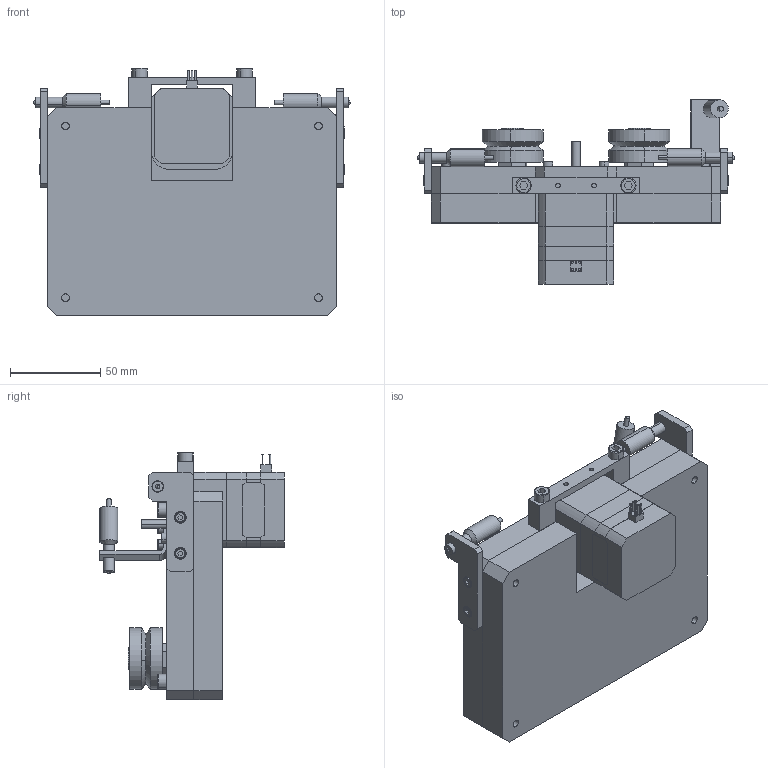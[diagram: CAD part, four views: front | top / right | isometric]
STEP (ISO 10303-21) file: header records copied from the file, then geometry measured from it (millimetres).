
FILE_DESCRIPTION (( 'STEP AP203' ), '1' );
FILE_NAME ('Bati_Correcteur_Axe_Capteurs2_Un_sldprt.STEP', '2018-04-10T07:30:27', ( '' ), ( '' ), 'SwSTEP 2.0', 'SolidWorks 2017', '' );
FILE_SCHEMA (( 'CONFIG_CONTROL_DESIGN' ));
Length unit declared in the file: millimetre
Products named in the file (1): Bati_Correcteur_Axe_Capteurs2_Un_sldprt
Bounding box: 175.62 x 102 x 137 mm (x, y, z)
Volume: 665932.4 mm3; surface area: 143200.3 mm2
Topology: 29 solids, 29 shells, 775 faces, 1813 edges, 1151 vertices
Faces by surface type: plane 384, cylinder 253, cone 100, torus 32, sphere 6
Entity records: 22126 total; most frequent: DIRECTION 3967, CARTESIAN_POINT 3809, ORIENTED_EDGE 3570, EDGE_CURVE 1785, AXIS2_PLACEMENT_3D 1431, VERTEX_POINT 1151, VECTOR 1105, LINE 1105
